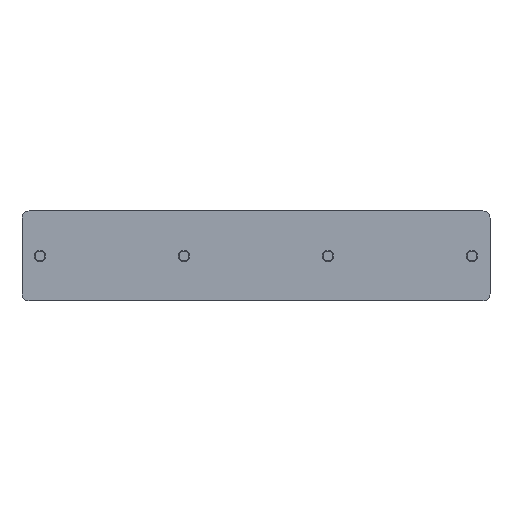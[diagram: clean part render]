
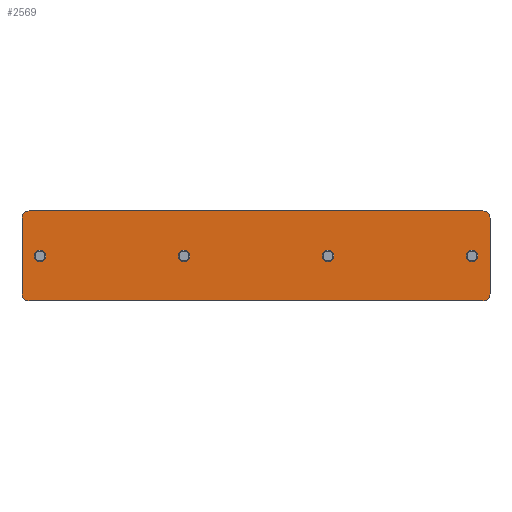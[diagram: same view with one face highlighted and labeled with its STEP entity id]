
A CAD part, front view. The second image highlights one B-rep face of the part: STEP entity #2569.
In plain terms, the highlighted planar face has unit normal (0, -1, 0).
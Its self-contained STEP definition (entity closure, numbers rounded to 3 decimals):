
#9 = DIRECTION ( 'NONE',  ( 0., 0., 1. ) ) ;
#12 = DIRECTION ( 'NONE',  ( 0., -1., 0. ) ) ;
#40 = ORIENTED_EDGE ( 'NONE', *, *, #2171, .F. ) ;
#123 = EDGE_LOOP ( 'NONE', ( #428, #3470 ) ) ;
#125 = DIRECTION ( 'NONE',  ( 0., 0., 1. ) ) ;
#163 = CARTESIAN_POINT ( 'NONE',  ( 60., 0., 0. ) ) ;
#178 = CARTESIAN_POINT ( 'NONE',  ( -63., 0., -12.5 ) ) ;
#179 = DIRECTION ( 'NONE',  ( 0., 1., 0. ) ) ;
#191 = EDGE_CURVE ( 'NONE', #1873, #1542, #1709, .T. ) ;
#218 = DIRECTION ( 'NONE',  ( 0., -1., 0. ) ) ;
#226 = EDGE_CURVE ( 'NONE', #3554, #1335, #227, .T. ) ;
#227 = CIRCLE ( 'NONE', #996, 1.65 ) ;
#269 = VERTEX_POINT ( 'NONE', #2723 ) ;
#277 = CIRCLE ( 'NONE', #1814, 1.65 ) ;
#304 = DIRECTION ( 'NONE',  ( 1., 0., 0. ) ) ;
#319 = DIRECTION ( 'NONE',  ( 0., 1., 0. ) ) ;
#336 = CARTESIAN_POINT ( 'NONE',  ( 65., 0., -10.5 ) ) ;
#341 = EDGE_CURVE ( 'NONE', #669, #1526, #2534, .T. ) ;
#345 = VECTOR ( 'NONE', #3534, 1000. ) ;
#391 = FACE_OUTER_BOUND ( 'NONE', #3298, .T. ) ;
#420 = CARTESIAN_POINT ( 'NONE',  ( -20., 0., -1.65 ) ) ;
#425 = CARTESIAN_POINT ( 'NONE',  ( 0., 0., 0. ) ) ;
#427 = EDGE_CURVE ( 'NONE', #1335, #3554, #876, .T. ) ;
#428 = ORIENTED_EDGE ( 'NONE', *, *, #427, .T. ) ;
#444 = EDGE_CURVE ( 'NONE', #2028, #781, #2920, .T. ) ;
#504 = AXIS2_PLACEMENT_3D ( 'NONE', #1384, #1051, #1927 ) ;
#514 = VECTOR ( 'NONE', #2936, 1000. ) ;
#539 = DIRECTION ( 'NONE',  ( 0., 1., 0. ) ) ;
#592 = DIRECTION ( 'NONE',  ( 0., 1., 0. ) ) ;
#600 = CARTESIAN_POINT ( 'NONE',  ( 60., 0., 0. ) ) ;
#669 = VERTEX_POINT ( 'NONE', #3334 ) ;
#700 = CIRCLE ( 'NONE', #2748, 1.65 ) ;
#781 = VERTEX_POINT ( 'NONE', #2221 ) ;
#819 = AXIS2_PLACEMENT_3D ( 'NONE', #2541, #12, #1135 ) ;
#876 = CIRCLE ( 'NONE', #2062, 1.65 ) ;
#879 = CIRCLE ( 'NONE', #819, 2. ) ;
#883 = VERTEX_POINT ( 'NONE', #336 ) ;
#945 = EDGE_CURVE ( 'NONE', #269, #2479, #2539, .T. ) ;
#953 = CARTESIAN_POINT ( 'NONE',  ( -65., 0., 10.5 ) ) ;
#957 = DIRECTION ( 'NONE',  ( 0., 0., 1. ) ) ;
#996 = AXIS2_PLACEMENT_3D ( 'NONE', #163, #1343, #2706 ) ;
#1002 = FACE_BOUND ( 'NONE', #2237, .T. ) ;
#1005 = CARTESIAN_POINT ( 'NONE',  ( 63., 0., 10.5 ) ) ;
#1048 = AXIS2_PLACEMENT_3D ( 'NONE', #1728, #319, #2839 ) ;
#1051 = DIRECTION ( 'NONE',  ( 0., 1., 0. ) ) ;
#1076 = DIRECTION ( 'NONE',  ( 0., 0., 1. ) ) ;
#1135 = DIRECTION ( 'NONE',  ( 0., 0., 1. ) ) ;
#1142 = CARTESIAN_POINT ( 'NONE',  ( -65., 0., 12.5 ) ) ;
#1153 = CARTESIAN_POINT ( 'NONE',  ( 20., 0., 0. ) ) ;
#1192 = CARTESIAN_POINT ( 'NONE',  ( 63., 0., -10.5 ) ) ;
#1212 = EDGE_CURVE ( 'NONE', #669, #2479, #2868, .T. ) ;
#1335 = VERTEX_POINT ( 'NONE', #3417 ) ;
#1343 = DIRECTION ( 'NONE',  ( 0., 1., 0. ) ) ;
#1354 = ORIENTED_EDGE ( 'NONE', *, *, #2915, .T. ) ;
#1384 = CARTESIAN_POINT ( 'NONE',  ( -20., 0., 0. ) ) ;
#1401 = AXIS2_PLACEMENT_3D ( 'NONE', #1192, #1499, #957 ) ;
#1453 = ORIENTED_EDGE ( 'NONE', *, *, #341, .F. ) ;
#1499 = DIRECTION ( 'NONE',  ( 0., -1., 0. ) ) ;
#1524 = CARTESIAN_POINT ( 'NONE',  ( 20., 0., 1.65 ) ) ;
#1526 = VERTEX_POINT ( 'NONE', #2378 ) ;
#1531 = CARTESIAN_POINT ( 'NONE',  ( -60., 0., -1.65 ) ) ;
#1542 = VERTEX_POINT ( 'NONE', #1531 ) ;
#1627 = AXIS2_PLACEMENT_3D ( 'NONE', #425, #179, #3225 ) ;
#1644 = VERTEX_POINT ( 'NONE', #420 ) ;
#1665 = CARTESIAN_POINT ( 'NONE',  ( -63., 0., 10.5 ) ) ;
#1706 = CIRCLE ( 'NONE', #1810, 1.65 ) ;
#1709 = CIRCLE ( 'NONE', #1944, 1.65 ) ;
#1715 = VECTOR ( 'NONE', #304, 1000. ) ;
#1728 = CARTESIAN_POINT ( 'NONE',  ( 20., 0., 0. ) ) ;
#1786 = CARTESIAN_POINT ( 'NONE',  ( -65., 0., -12.5 ) ) ;
#1794 = ORIENTED_EDGE ( 'NONE', *, *, #2718, .T. ) ;
#1808 = ORIENTED_EDGE ( 'NONE', *, *, #2080, .F. ) ;
#1810 = AXIS2_PLACEMENT_3D ( 'NONE', #2708, #3515, #125 ) ;
#1814 = AXIS2_PLACEMENT_3D ( 'NONE', #1153, #592, #1076 ) ;
#1832 = DIRECTION ( 'NONE',  ( 0., 0., 1. ) ) ;
#1873 = VERTEX_POINT ( 'NONE', #1889 ) ;
#1889 = CARTESIAN_POINT ( 'NONE',  ( -60., 0., 1.65 ) ) ;
#1907 = DIRECTION ( 'NONE',  ( 0., 0., 1. ) ) ;
#1927 = DIRECTION ( 'NONE',  ( 0., 0., 1. ) ) ;
#1944 = AXIS2_PLACEMENT_3D ( 'NONE', #3289, #539, #3014 ) ;
#1956 = EDGE_CURVE ( 'NONE', #2710, #883, #2339, .T. ) ;
#1972 = CARTESIAN_POINT ( 'NONE',  ( -20., 0., 0. ) ) ;
#2028 = VERTEX_POINT ( 'NONE', #1524 ) ;
#2061 = EDGE_CURVE ( 'NONE', #2827, #1526, #2582, .T. ) ;
#2062 = AXIS2_PLACEMENT_3D ( 'NONE', #600, #3088, #2240 ) ;
#2080 = EDGE_CURVE ( 'NONE', #2827, #883, #3496, .T. ) ;
#2087 = PLANE ( 'NONE',  #1627 ) ;
#2120 = ORIENTED_EDGE ( 'NONE', *, *, #2548, .T. ) ;
#2147 = CARTESIAN_POINT ( 'NONE',  ( 65., 0., -12.5 ) ) ;
#2171 = EDGE_CURVE ( 'NONE', #2710, #3122, #3482, .T. ) ;
#2177 = ORIENTED_EDGE ( 'NONE', *, *, #444, .T. ) ;
#2209 = EDGE_CURVE ( 'NONE', #269, #3122, #879, .T. ) ;
#2221 = CARTESIAN_POINT ( 'NONE',  ( 20., 0., -1.65 ) ) ;
#2237 = EDGE_LOOP ( 'NONE', ( #2177, #1354 ) ) ;
#2240 = DIRECTION ( 'NONE',  ( 0., 0., 1. ) ) ;
#2262 = EDGE_CURVE ( 'NONE', #2454, #1644, #700, .T. ) ;
#2339 = CIRCLE ( 'NONE', #1401, 2. ) ;
#2378 = CARTESIAN_POINT ( 'NONE',  ( 63., 0., 12.5 ) ) ;
#2383 = FACE_BOUND ( 'NONE', #2579, .T. ) ;
#2426 = CARTESIAN_POINT ( 'NONE',  ( -65., 0., -12.5 ) ) ;
#2454 = VERTEX_POINT ( 'NONE', #2607 ) ;
#2479 = VERTEX_POINT ( 'NONE', #953 ) ;
#2518 = ORIENTED_EDGE ( 'NONE', *, *, #945, .F. ) ;
#2521 = EDGE_LOOP ( 'NONE', ( #2865, #2120 ) ) ;
#2534 = LINE ( 'NONE', #1142, #1715 ) ;
#2539 = LINE ( 'NONE', #1786, #2580 ) ;
#2541 = CARTESIAN_POINT ( 'NONE',  ( -63., 0., -10.5 ) ) ;
#2548 = EDGE_CURVE ( 'NONE', #1542, #1873, #1706, .T. ) ;
#2569 = ADVANCED_FACE ( 'NONE', ( #2383, #3492, #2980, #1002, #391 ), #2087, .F. ) ;
#2579 = EDGE_LOOP ( 'NONE', ( #3359, #1794 ) ) ;
#2580 = VECTOR ( 'NONE', #9, 1000. ) ;
#2582 = CIRCLE ( 'NONE', #3042, 2. ) ;
#2583 = AXIS2_PLACEMENT_3D ( 'NONE', #1665, #218, #1907 ) ;
#2607 = CARTESIAN_POINT ( 'NONE',  ( -20., 0., 1.65 ) ) ;
#2673 = DIRECTION ( 'NONE',  ( 0., -1., 0. ) ) ;
#2706 = DIRECTION ( 'NONE',  ( 0., 0., 1. ) ) ;
#2708 = CARTESIAN_POINT ( 'NONE',  ( -60., 0., 0. ) ) ;
#2710 = VERTEX_POINT ( 'NONE', #3329 ) ;
#2718 = EDGE_CURVE ( 'NONE', #1644, #2454, #3435, .T. ) ;
#2723 = CARTESIAN_POINT ( 'NONE',  ( -65., 0., -10.5 ) ) ;
#2748 = AXIS2_PLACEMENT_3D ( 'NONE', #1972, #3081, #3096 ) ;
#2755 = ORIENTED_EDGE ( 'NONE', *, *, #1212, .T. ) ;
#2827 = VERTEX_POINT ( 'NONE', #3351 ) ;
#2839 = DIRECTION ( 'NONE',  ( 0., 0., 1. ) ) ;
#2865 = ORIENTED_EDGE ( 'NONE', *, *, #191, .T. ) ;
#2868 = CIRCLE ( 'NONE', #2583, 2. ) ;
#2915 = EDGE_CURVE ( 'NONE', #781, #2028, #277, .T. ) ;
#2920 = CIRCLE ( 'NONE', #1048, 1.65 ) ;
#2936 = DIRECTION ( 'NONE',  ( 0., 0., -1. ) ) ;
#2980 = FACE_BOUND ( 'NONE', #123, .T. ) ;
#3014 = DIRECTION ( 'NONE',  ( 0., 0., 1. ) ) ;
#3042 = AXIS2_PLACEMENT_3D ( 'NONE', #1005, #2673, #1832 ) ;
#3081 = DIRECTION ( 'NONE',  ( 0., 1., 0. ) ) ;
#3088 = DIRECTION ( 'NONE',  ( 0., 1., 0. ) ) ;
#3096 = DIRECTION ( 'NONE',  ( 0., 0., 1. ) ) ;
#3122 = VERTEX_POINT ( 'NONE', #178 ) ;
#3225 = DIRECTION ( 'NONE',  ( 0., 0., 1. ) ) ;
#3289 = CARTESIAN_POINT ( 'NONE',  ( -60., 0., 0. ) ) ;
#3298 = EDGE_LOOP ( 'NONE', ( #2518, #3552, #40, #3423, #1808, #3346, #1453, #2755 ) ) ;
#3329 = CARTESIAN_POINT ( 'NONE',  ( 63., 0., -12.5 ) ) ;
#3334 = CARTESIAN_POINT ( 'NONE',  ( -63., 0., 12.5 ) ) ;
#3346 = ORIENTED_EDGE ( 'NONE', *, *, #2061, .T. ) ;
#3351 = CARTESIAN_POINT ( 'NONE',  ( 65., 0., 10.5 ) ) ;
#3359 = ORIENTED_EDGE ( 'NONE', *, *, #2262, .T. ) ;
#3417 = CARTESIAN_POINT ( 'NONE',  ( 60., 0., 1.65 ) ) ;
#3423 = ORIENTED_EDGE ( 'NONE', *, *, #1956, .T. ) ;
#3435 = CIRCLE ( 'NONE', #504, 1.65 ) ;
#3470 = ORIENTED_EDGE ( 'NONE', *, *, #226, .T. ) ;
#3482 = LINE ( 'NONE', #2426, #345 ) ;
#3492 = FACE_BOUND ( 'NONE', #2521, .T. ) ;
#3496 = LINE ( 'NONE', #2147, #514 ) ;
#3515 = DIRECTION ( 'NONE',  ( 0., 1., 0. ) ) ;
#3534 = DIRECTION ( 'NONE',  ( -1., 0., 0. ) ) ;
#3552 = ORIENTED_EDGE ( 'NONE', *, *, #2209, .T. ) ;
#3554 = VERTEX_POINT ( 'NONE', #3580 ) ;
#3580 = CARTESIAN_POINT ( 'NONE',  ( 60., 0., -1.65 ) ) ;
